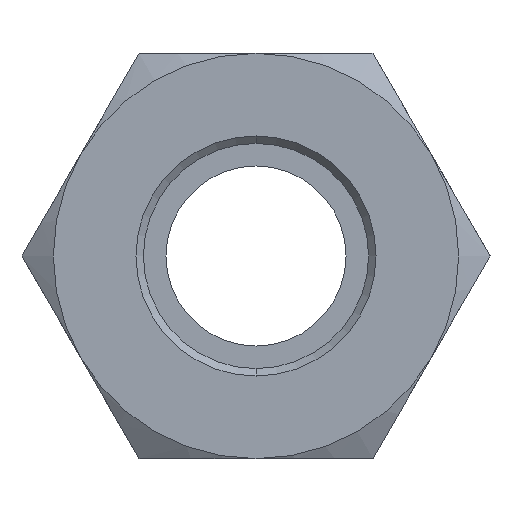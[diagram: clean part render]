
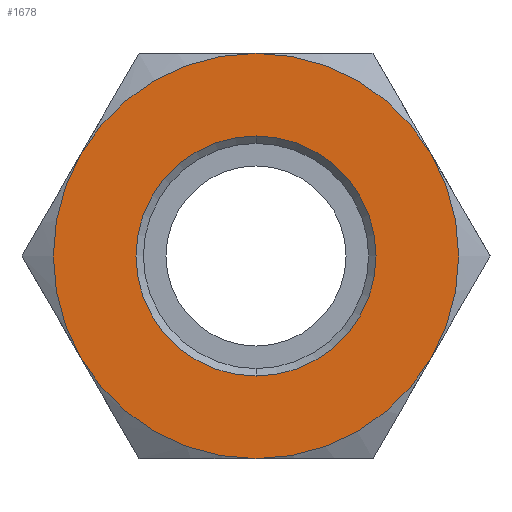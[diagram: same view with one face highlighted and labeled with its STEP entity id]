
A CAD part, left-side view. The second image highlights one B-rep face of the part: STEP entity #1678.
In plain terms, the highlighted planar face has unit normal (-1, 0, 0).
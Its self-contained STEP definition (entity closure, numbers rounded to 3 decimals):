
#1 = CARTESIAN_POINT ( 'NONE',  ( -8.5, 0., -8. ) ) ;
#15 = DIRECTION ( 'NONE',  ( 0., 0., -1. ) ) ;
#60 = VERTEX_POINT ( 'NONE', #1235 ) ;
#112 = CARTESIAN_POINT ( 'NONE',  ( -8.5, 0., 0. ) ) ;
#166 = ORIENTED_EDGE ( 'NONE', *, *, #2353, .T. ) ;
#184 = DIRECTION ( 'NONE',  ( 0., 0., -1. ) ) ;
#232 = CIRCLE ( 'NONE', #1469, 13.5 ) ;
#238 = AXIS2_PLACEMENT_3D ( 'NONE', #1866, #665, #916 ) ;
#270 = VERTEX_POINT ( 'NONE', #2023 ) ;
#285 = CIRCLE ( 'NONE', #238, 13.5 ) ;
#301 = AXIS2_PLACEMENT_3D ( 'NONE', #1459, #1700, #949 ) ;
#355 = AXIS2_PLACEMENT_3D ( 'NONE', #476, #2966, #1979 ) ;
#370 = DIRECTION ( 'NONE',  ( -1., 0., 0. ) ) ;
#380 = CARTESIAN_POINT ( 'NONE',  ( -8.5, -11.691, 6.75 ) ) ;
#419 = CARTESIAN_POINT ( 'NONE',  ( -8.5, 0., 0. ) ) ;
#427 = EDGE_CURVE ( 'NONE', #60, #270, #1474, .T. ) ;
#476 = CARTESIAN_POINT ( 'NONE',  ( -8.5, 15.588, 0. ) ) ;
#478 = CIRCLE ( 'NONE', #2409, 8. ) ;
#512 = PLANE ( 'NONE',  #355 ) ;
#542 = AXIS2_PLACEMENT_3D ( 'NONE', #112, #370, #906 ) ;
#618 = DIRECTION ( 'NONE',  ( 1., 0., 0. ) ) ;
#628 = DIRECTION ( 'NONE',  ( 1., 0., 0. ) ) ;
#665 = DIRECTION ( 'NONE',  ( -1., 0., 0. ) ) ;
#718 = FACE_BOUND ( 'NONE', #3097, .T. ) ;
#776 = VERTEX_POINT ( 'NONE', #2294 ) ;
#802 = CARTESIAN_POINT ( 'NONE',  ( -8.5, 0., 8. ) ) ;
#880 = ORIENTED_EDGE ( 'NONE', *, *, #1180, .F. ) ;
#890 = DIRECTION ( 'NONE',  ( 0., 0., -1. ) ) ;
#906 = DIRECTION ( 'NONE',  ( 0., 0., -1. ) ) ;
#916 = DIRECTION ( 'NONE',  ( 0., 0., -1. ) ) ;
#929 = CARTESIAN_POINT ( 'NONE',  ( -8.5, 0., 0. ) ) ;
#940 = DIRECTION ( 'NONE',  ( 1., 0., 0. ) ) ;
#949 = DIRECTION ( 'NONE',  ( 0., 0., -1. ) ) ;
#1012 = AXIS2_PLACEMENT_3D ( 'NONE', #2995, #2961, #15 ) ;
#1098 = EDGE_CURVE ( 'NONE', #2349, #2111, #3228, .T. ) ;
#1180 = EDGE_CURVE ( 'NONE', #2456, #2111, #232, .T. ) ;
#1214 = CIRCLE ( 'NONE', #1012, 13.5 ) ;
#1235 = CARTESIAN_POINT ( 'NONE',  ( -8.5, 11.691, -6.75 ) ) ;
#1429 = ORIENTED_EDGE ( 'NONE', *, *, #1955, .T. ) ;
#1459 = CARTESIAN_POINT ( 'NONE',  ( -8.5, 0., 0. ) ) ;
#1469 = AXIS2_PLACEMENT_3D ( 'NONE', #1897, #618, #1631 ) ;
#1474 = CIRCLE ( 'NONE', #542, 13.5 ) ;
#1496 = ORIENTED_EDGE ( 'NONE', *, *, #427, .T. ) ;
#1520 = EDGE_CURVE ( 'NONE', #776, #60, #285, .T. ) ;
#1579 = CARTESIAN_POINT ( 'NONE',  ( -8.5, 0., 0. ) ) ;
#1631 = DIRECTION ( 'NONE',  ( 0., 0., 1. ) ) ;
#1678 = ADVANCED_FACE ( 'NONE', ( #718, #2547 ), #512, .T. ) ;
#1681 = VERTEX_POINT ( 'NONE', #1 ) ;
#1700 = DIRECTION ( 'NONE',  ( -1., 0., 0. ) ) ;
#1860 = AXIS2_PLACEMENT_3D ( 'NONE', #1579, #2805, #2322 ) ;
#1866 = CARTESIAN_POINT ( 'NONE',  ( -8.5, 0., 0. ) ) ;
#1894 = ORIENTED_EDGE ( 'NONE', *, *, #1098, .T. ) ;
#1897 = CARTESIAN_POINT ( 'NONE',  ( -8.5, 0., 0. ) ) ;
#1955 = EDGE_CURVE ( 'NONE', #1681, #3018, #478, .T. ) ;
#1979 = DIRECTION ( 'NONE',  ( 0., 0., -1. ) ) ;
#2023 = CARTESIAN_POINT ( 'NONE',  ( -8.5, 0., -13.5 ) ) ;
#2111 = VERTEX_POINT ( 'NONE', #380 ) ;
#2206 = EDGE_CURVE ( 'NONE', #3018, #1681, #3112, .T. ) ;
#2223 = AXIS2_PLACEMENT_3D ( 'NONE', #929, #940, #184 ) ;
#2242 = EDGE_LOOP ( 'NONE', ( #1496, #166, #1894, #880, #2271, #2463 ) ) ;
#2271 = ORIENTED_EDGE ( 'NONE', *, *, #2743, .T. ) ;
#2294 = CARTESIAN_POINT ( 'NONE',  ( -8.5, 11.691, 6.75 ) ) ;
#2322 = DIRECTION ( 'NONE',  ( 0., 0., -1. ) ) ;
#2349 = VERTEX_POINT ( 'NONE', #2469 ) ;
#2353 = EDGE_CURVE ( 'NONE', #270, #2349, #1214, .T. ) ;
#2409 = AXIS2_PLACEMENT_3D ( 'NONE', #419, #628, #890 ) ;
#2456 = VERTEX_POINT ( 'NONE', #2782 ) ;
#2463 = ORIENTED_EDGE ( 'NONE', *, *, #1520, .T. ) ;
#2469 = CARTESIAN_POINT ( 'NONE',  ( -8.5, -11.691, -6.75 ) ) ;
#2474 = CIRCLE ( 'NONE', #301, 13.5 ) ;
#2547 = FACE_OUTER_BOUND ( 'NONE', #2242, .T. ) ;
#2743 = EDGE_CURVE ( 'NONE', #2456, #776, #2474, .T. ) ;
#2782 = CARTESIAN_POINT ( 'NONE',  ( -8.5, 0., 13.5 ) ) ;
#2805 = DIRECTION ( 'NONE',  ( -1., 0., 0. ) ) ;
#2890 = ORIENTED_EDGE ( 'NONE', *, *, #2206, .T. ) ;
#2961 = DIRECTION ( 'NONE',  ( -1., 0., 0. ) ) ;
#2966 = DIRECTION ( 'NONE',  ( -1., 0., 0. ) ) ;
#2995 = CARTESIAN_POINT ( 'NONE',  ( -8.5, 0., 0. ) ) ;
#3018 = VERTEX_POINT ( 'NONE', #802 ) ;
#3097 = EDGE_LOOP ( 'NONE', ( #1429, #2890 ) ) ;
#3112 = CIRCLE ( 'NONE', #2223, 8. ) ;
#3228 = CIRCLE ( 'NONE', #1860, 13.5 ) ;
